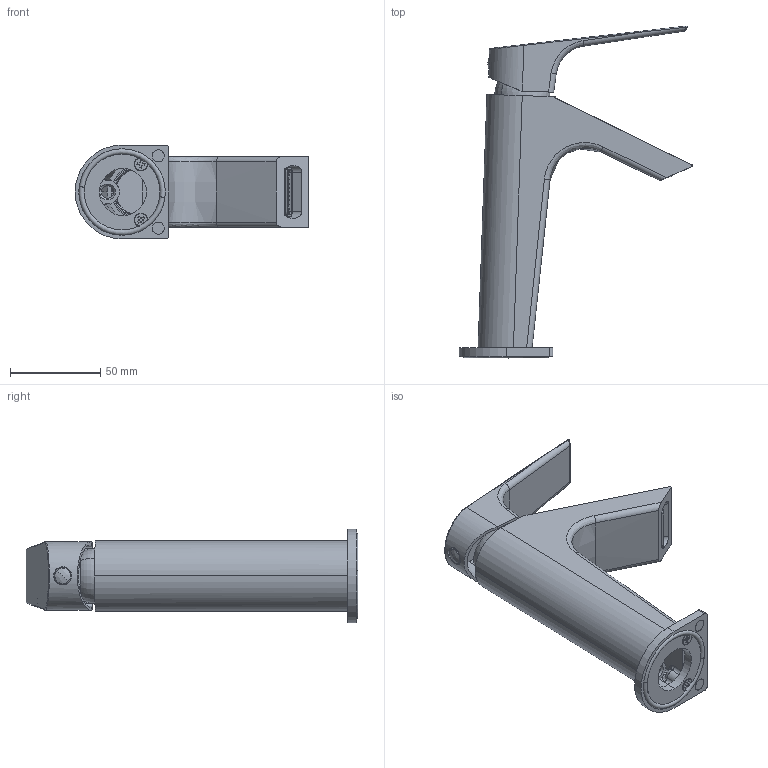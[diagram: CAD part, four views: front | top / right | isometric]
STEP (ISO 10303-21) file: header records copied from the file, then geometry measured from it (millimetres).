
FILE_DESCRIPTION (( 'STEP AP203' ), '1' );
FILE_NAME ('21AP02396_00.STEP', '2021-04-08T08:28:44', ( '' ), ( '' ), 'SwSTEP 2.0', 'SolidWorks 2018', '' );
FILE_SCHEMA (( 'CONFIG_CONTROL_DESIGN' ));
Length unit declared in the file: millimetre
Products named in the file (1): 21AP02396_00
Bounding box: 129.56 x 184.05 x 52 mm (x, y, z)
Volume: 103686.1 mm3; surface area: 74116.8 mm2
Topology: 12 solids, 12 shells, 689 faces, 1841 edges, 1167 vertices
Faces by surface type: plane 351, cylinder 190, cone 76, bspline 58, torus 12, sphere 2
Entity records: 25099 total; most frequent: CARTESIAN_POINT 8451, ORIENTED_EDGE 3674, DIRECTION 3143, EDGE_CURVE 1837, VERTEX_POINT 1167, VECTOR 1077, LINE 1077, AXIS2_PLACEMENT_3D 1033
